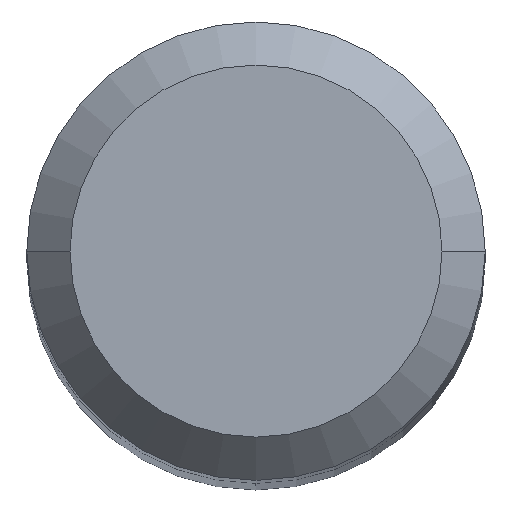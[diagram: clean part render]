
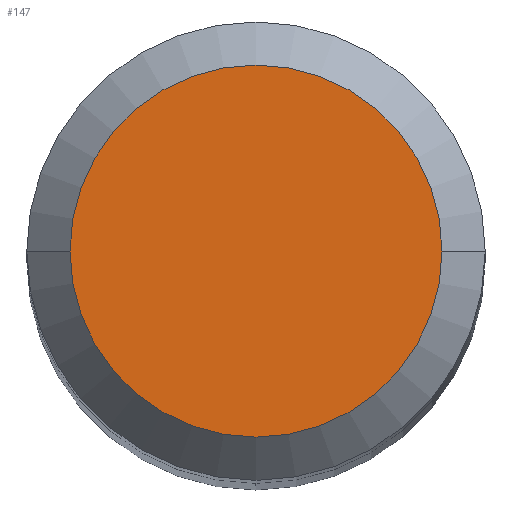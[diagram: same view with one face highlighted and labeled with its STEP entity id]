
A CAD part, top view. The second image highlights one B-rep face of the part: STEP entity #147.
In plain terms, the highlighted planar face has unit normal (0, 0, 1).
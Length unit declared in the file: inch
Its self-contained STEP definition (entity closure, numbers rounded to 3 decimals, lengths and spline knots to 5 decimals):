
#5 = CIRCLE ( 'NONE', #295, 0.1078 ) ;
#8 = DIRECTION ( 'NONE',  ( 1., 0., 0. ) ) ;
#9 = DIRECTION ( 'NONE',  ( 0., 0., 1. ) ) ;
#44 = ORIENTED_EDGE ( 'NONE', *, *, #54, .T. ) ;
#51 = DIRECTION ( 'NONE',  ( 0., 0., 1. ) ) ;
#54 = EDGE_CURVE ( 'NONE', #60, #141, #5, .T. ) ;
#58 = DIRECTION ( 'NONE',  ( -1., 0., 0. ) ) ;
#60 = VERTEX_POINT ( 'NONE', #132 ) ;
#91 = CARTESIAN_POINT ( 'NONE',  ( 0., 0., 0. ) ) ;
#114 = CARTESIAN_POINT ( 'NONE',  ( -0.1078, 0., 0. ) ) ;
#132 = CARTESIAN_POINT ( 'NONE',  ( 0.1078, 0., 0. ) ) ;
#141 = VERTEX_POINT ( 'NONE', #114 ) ;
#147 = ADVANCED_FACE ( 'NONE', ( #416 ), #350, .F. ) ;
#160 = DIRECTION ( 'NONE',  ( 1., 0., 0. ) ) ;
#181 = AXIS2_PLACEMENT_3D ( 'NONE', #391, #9, #160 ) ;
#194 = CIRCLE ( 'NONE', #181, 0.1078 ) ;
#226 = DIRECTION ( 'NONE',  ( 0., 0., -1. ) ) ;
#295 = AXIS2_PLACEMENT_3D ( 'NONE', #341, #51, #8 ) ;
#299 = EDGE_CURVE ( 'NONE', #141, #60, #194, .T. ) ;
#317 = EDGE_LOOP ( 'NONE', ( #322, #44 ) ) ;
#322 = ORIENTED_EDGE ( 'NONE', *, *, #299, .T. ) ;
#341 = CARTESIAN_POINT ( 'NONE',  ( 0., 0., 0. ) ) ;
#350 = PLANE ( 'NONE',  #355 ) ;
#355 = AXIS2_PLACEMENT_3D ( 'NONE', #91, #226, #58 ) ;
#391 = CARTESIAN_POINT ( 'NONE',  ( 0., 0., 0. ) ) ;
#416 = FACE_OUTER_BOUND ( 'NONE', #317, .T. ) ;
